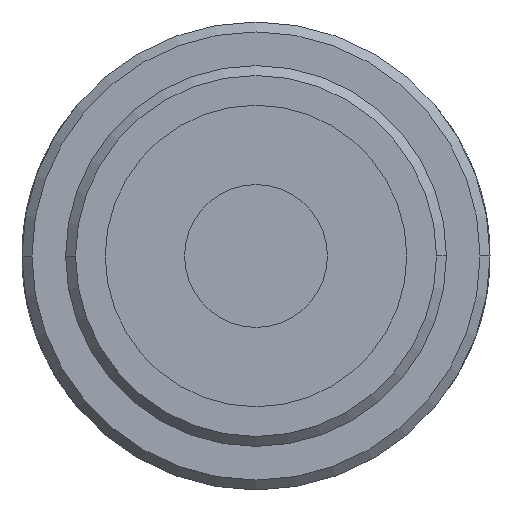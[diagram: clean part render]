
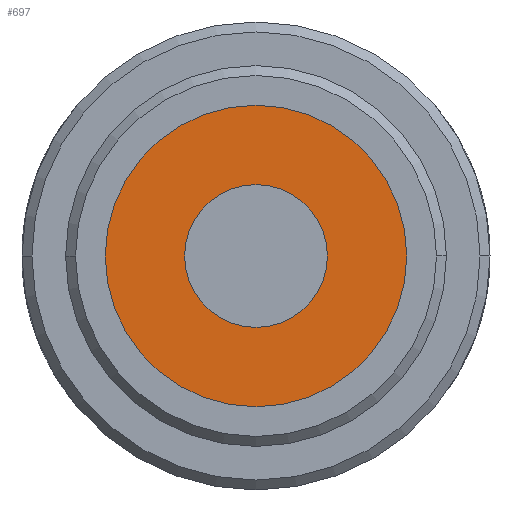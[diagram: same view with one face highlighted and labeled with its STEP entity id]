
A CAD part, left-side view. The second image highlights one B-rep face of the part: STEP entity #697.
In plain terms, the highlighted planar face has unit normal (-1, 0, 0).
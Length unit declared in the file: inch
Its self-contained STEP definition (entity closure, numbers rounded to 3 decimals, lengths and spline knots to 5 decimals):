
#565 = FACE_BOUND ( 'NONE', #4375, .T. ) ;
#697 = ADVANCED_FACE ( 'NONE', ( #4303, #565 ), #2943, .T. ) ;
#2943 = PLANE ( 'NONE',  #5320 ) ;
#2954 = CARTESIAN_POINT ( 'NONE',  ( -0.26052, -2.05348, 0. ) ) ;
#2955 = DIRECTION ( 'NONE',  ( -1., 0., 0. ) ) ;
#2956 = DIRECTION ( 'NONE',  ( 0., -1., 0. ) ) ;
#3379 = EDGE_CURVE ( 'NONE', #3904, #3952, #11382, .T. ) ;
#3577 = EDGE_CURVE ( 'NONE', #3925, #3936, #11050, .T. ) ;
#3592 = EDGE_CURVE ( 'NONE', #3936, #3925, #11058, .T. ) ;
#3593 = EDGE_CURVE ( 'NONE', #3952, #3904, #11063, .T. ) ;
#3904 = VERTEX_POINT ( 'NONE', #12835 ) ;
#3925 = VERTEX_POINT ( 'NONE', #12856 ) ;
#3936 = VERTEX_POINT ( 'NONE', #12867 ) ;
#3952 = VERTEX_POINT ( 'NONE', #12883 ) ;
#3997 = ORIENTED_EDGE ( 'NONE', *, *, #3379, .T. ) ;
#4025 = ORIENTED_EDGE ( 'NONE', *, *, #3592, .F. ) ;
#4041 = ORIENTED_EDGE ( 'NONE', *, *, #3593, .T. ) ;
#4303 = FACE_OUTER_BOUND ( 'NONE', #4350, .T. ) ;
#4342 = ORIENTED_EDGE ( 'NONE', *, *, #3577, .F. ) ;
#4350 = EDGE_LOOP ( 'NONE', ( #4041, #3997 ) ) ;
#4375 = EDGE_LOOP ( 'NONE', ( #4025, #4342 ) ) ;
#5320 = AXIS2_PLACEMENT_3D ( 'NONE', #2954, #2955, #2956 ) ;
#5419 = CARTESIAN_POINT ( 'NONE',  ( -0.26052, 0., 0. ) ) ;
#5420 = DIRECTION ( 'NONE',  ( -1., 0., 0. ) ) ;
#5421 = DIRECTION ( 'NONE',  ( 0., -1., 0. ) ) ;
#5462 = CARTESIAN_POINT ( 'NONE',  ( -0.26052, 0., 0. ) ) ;
#5463 = DIRECTION ( 'NONE',  ( -1., 0., 0. ) ) ;
#5464 = DIRECTION ( 'NONE',  ( 0., -1., 0. ) ) ;
#5465 = CARTESIAN_POINT ( 'NONE',  ( -0.26052, 0., 0. ) ) ;
#5466 = DIRECTION ( 'NONE',  ( -1., 0., 0. ) ) ;
#5467 = DIRECTION ( 'NONE',  ( 0., -1., 0. ) ) ;
#10237 = CARTESIAN_POINT ( 'NONE',  ( -0.26052, 0., 0. ) ) ;
#10238 = DIRECTION ( 'NONE',  ( -1., 0., 0. ) ) ;
#10239 = DIRECTION ( 'NONE',  ( 0., -1., 0. ) ) ;
#11050 = CIRCLE ( 'NONE', #11055, 0.18 ) ;
#11055 = AXIS2_PLACEMENT_3D ( 'NONE', #5419, #5420, #5421 ) ;
#11058 = CIRCLE ( 'NONE', #11075, 0.18 ) ;
#11063 = CIRCLE ( 'NONE', #11109, 0.38 ) ;
#11075 = AXIS2_PLACEMENT_3D ( 'NONE', #5462, #5463, #5464 ) ;
#11109 = AXIS2_PLACEMENT_3D ( 'NONE', #5465, #5466, #5467 ) ;
#11290 = AXIS2_PLACEMENT_3D ( 'NONE', #10237, #10238, #10239 ) ;
#11382 = CIRCLE ( 'NONE', #11290, 0.38 ) ;
#12835 = CARTESIAN_POINT ( 'NONE',  ( -0.26052, 0.38, 0. ) ) ;
#12856 = CARTESIAN_POINT ( 'NONE',  ( -0.26052, 0.18, 0. ) ) ;
#12867 = CARTESIAN_POINT ( 'NONE',  ( -0.26052, -0.18, 0. ) ) ;
#12883 = CARTESIAN_POINT ( 'NONE',  ( -0.26052, -0.38, 0. ) ) ;
